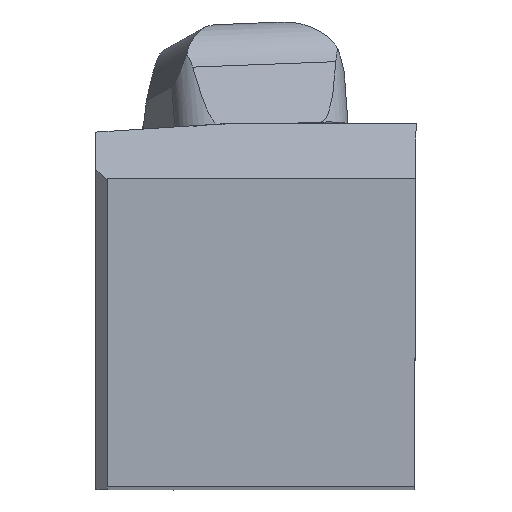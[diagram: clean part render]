
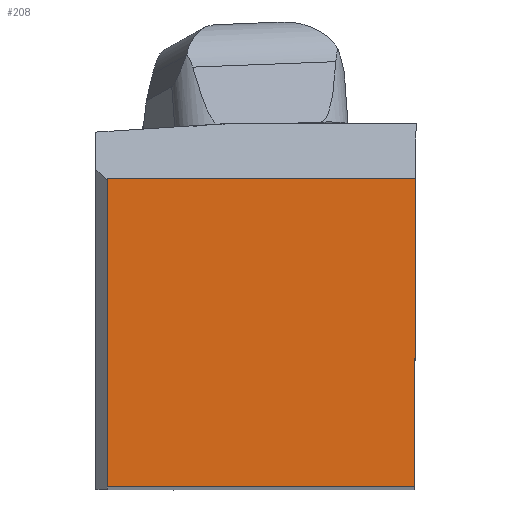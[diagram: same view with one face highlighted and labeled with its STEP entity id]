
A CAD part, top view. The second image highlights one B-rep face of the part: STEP entity #208.
In plain terms, the highlighted planar face has unit normal (0, 0, 1).
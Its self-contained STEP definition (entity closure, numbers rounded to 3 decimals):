
#147=FACE_OUTER_BOUND('',#623,.T.);
#208=ADVANCED_FACE('BLANK_BOXF006',(#147),#277,.F.);
#277=PLANE('',#1515);
#356=LINE('',#2192,#485);
#361=LINE('',#2201,#490);
#365=LINE('',#2209,#494);
#366=LINE('',#2211,#495);
#485=VECTOR('',#1723,1.);
#490=VECTOR('',#1730,1.);
#494=VECTOR('',#1736,1.);
#495=VECTOR('',#1737,1.);
#623=EDGE_LOOP('',(#792,#793,#794,#795));
#792=ORIENTED_EDGE('',*,*,#1257,.F.);
#793=ORIENTED_EDGE('',*,*,#1253,.F.);
#794=ORIENTED_EDGE('',*,*,#1248,.F.);
#795=ORIENTED_EDGE('',*,*,#1258,.F.);
#1109=VERTEX_POINT('',#2191);
#1110=VERTEX_POINT('',#2193);
#1113=VERTEX_POINT('',#2202);
#1116=VERTEX_POINT('',#2210);
#1248=EDGE_CURVE('',#1109,#1110,#356,.T.);
#1253=EDGE_CURVE('',#1110,#1113,#361,.T.);
#1257=EDGE_CURVE('',#1113,#1116,#365,.T.);
#1258=EDGE_CURVE('',#1116,#1109,#366,.T.);
#1515=AXIS2_PLACEMENT_3D('',#2212,#1738,#1739);
#1723=DIRECTION('',(-0.004,-1.,0.));
#1730=DIRECTION('',(-1.,0.,0.));
#1736=DIRECTION('',(0.,1.,0.));
#1737=DIRECTION('',(1.,0.,0.));
#1738=DIRECTION('',(0.,0.,-1.));
#1739=DIRECTION('',(-1.,0.,0.));
#2191=CARTESIAN_POINT('',(0.,24.875,0.));
#2192=CARTESIAN_POINT('',(0.604,163.348,0.));
#2193=CARTESIAN_POINT('',(-0.109,0.,0.));
#2201=CARTESIAN_POINT('',(163.35,0.,0.));
#2202=CARTESIAN_POINT('',(-24.875,0.,0.));
#2209=CARTESIAN_POINT('',(-24.875,-163.35,0.));
#2210=CARTESIAN_POINT('',(-24.875,24.875,0.));
#2211=CARTESIAN_POINT('',(-163.35,24.875,0.));
#2212=CARTESIAN_POINT('',(-34.35,-5.,0.));
